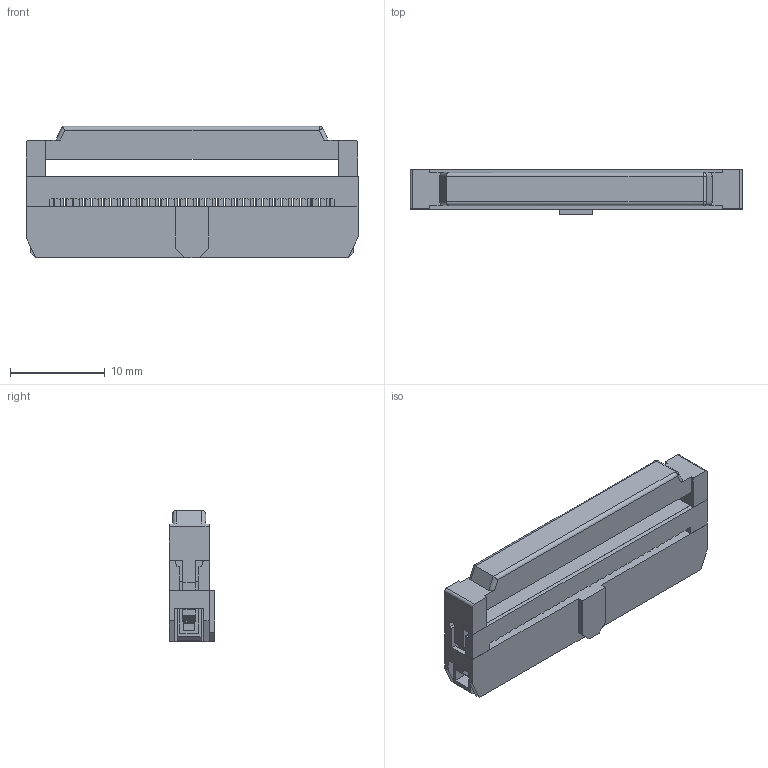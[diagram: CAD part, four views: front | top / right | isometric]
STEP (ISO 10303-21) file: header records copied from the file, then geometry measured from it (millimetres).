
FILE_DESCRIPTION( ( 'Unknown' ), '1' );
FILE_NAME( '62503023021.stp', 'Unknown', ( 'Unknown' ), ( 'Unknown' ), 'PSStep 15.0.49', 'Unknown', ' ' );
FILE_SCHEMA( ( 'AUTOMOTIVE_DESIGN { 1 0 10303 214 1 1 1 1 }' ) );
Length unit declared in the file: millimetre
Products named in the file (5): Assem1; 6250xx23021_PIN; 61203023021; 61203023021_PAD; 61203023021_Strain_Relief
Assembly tree (33 placements, depth 2):
  Assem1
    6250xx23021_PIN  x30
    61203023021
    61203023021_PAD
    61203023021_Strain_Relief
Bounding box: 35 x 4.8 x 13.85 mm (x, y, z)
Volume: 1410 mm3; surface area: 3563.8 mm2
Topology: 33 solids, 33 shells, 1851 faces, 5207 edges, 3416 vertices
Faces by surface type: plane 1300, cylinder 549, sphere 2
Entity records: 29785 total; most frequent: CARTESIAN_POINT 4184, ORIENTED_EDGE 4146, DIRECTION 3807, EDGE_CURVE 2073, LINE 1905, VECTOR 1905, VERTEX_POINT 1328, AXIS2_PLACEMENT_3D 951
